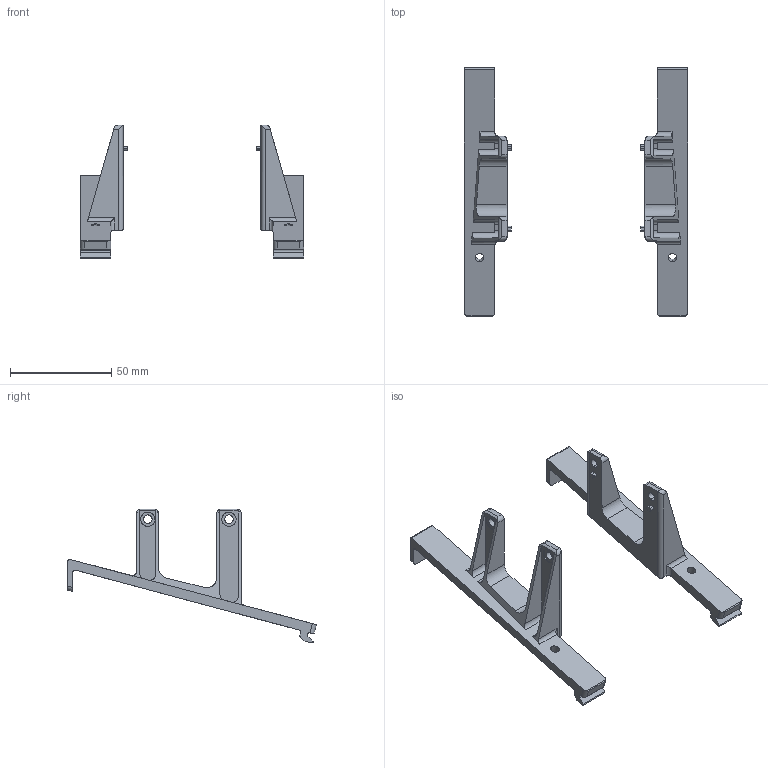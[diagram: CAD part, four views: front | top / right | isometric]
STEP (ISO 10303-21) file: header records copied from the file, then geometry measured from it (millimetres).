
FILE_DESCRIPTION (( 'STEP AP203' ), '1' );
FILE_NAME ('装甲支撑架（A）.STEP', '2018-02-08T04:33:20', ( 'dji-n505' ), ( '' ), 'SwSTEP 2.0', 'SolidWorks 2016', '' );
FILE_SCHEMA (( 'CONFIG_CONTROL_DESIGN' ));
Length unit declared in the file: millimetre
Products named in the file (1): 蚾樅盓傅殤ㄗAㄘ
Bounding box: 110 x 122.44 x 65.99 mm (x, y, z)
Volume: 34950.8 mm3; surface area: 21215.9 mm2
Topology: 2 solids, 2 shells, 208 faces, 590 edges, 394 vertices
Faces by surface type: cylinder 110, plane 94, cone 4
Entity records: 7965 total; most frequent: CARTESIAN_POINT 2776, ORIENTED_EDGE 1180, DIRECTION 898, EDGE_CURVE 590, VERTEX_POINT 394, VECTOR 344, LINE 344, AXIS2_PLACEMENT_3D 277
